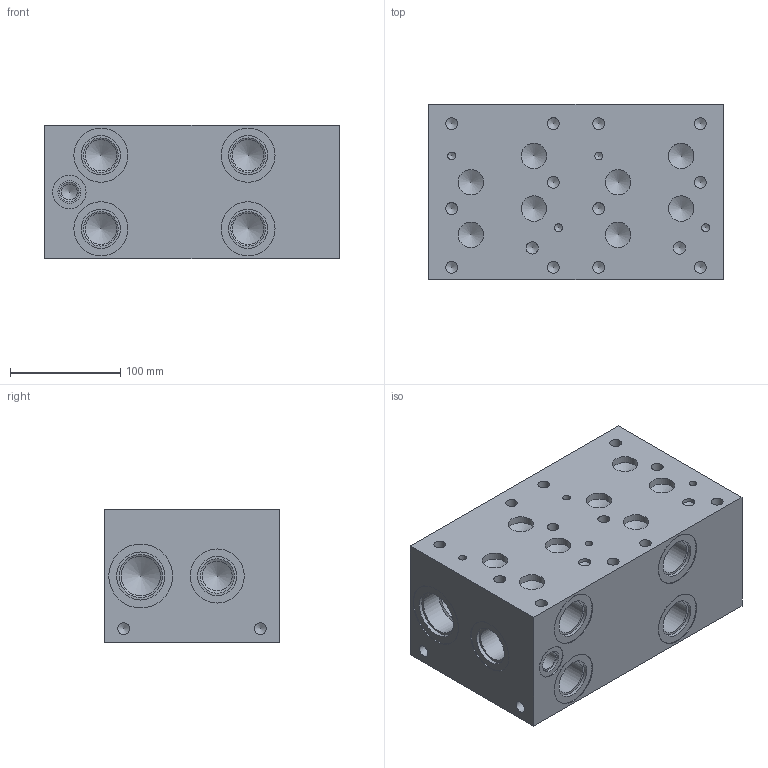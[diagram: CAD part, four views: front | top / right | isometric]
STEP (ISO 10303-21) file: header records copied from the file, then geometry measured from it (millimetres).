
FILE_DESCRIPTION((''),'2;1');
FILE_NAME('AD08P025S_PA.stp','2010-04-22T13:00:46',('juliea'),(''),'Autodesk Inventor 2011','Autodesk Inventor 2011','');
FILE_SCHEMA(('AUTOMOTIVE_DESIGN { 1 0 10303 214 1 1 1 1 }'));
Length unit declared in the file: millimetre
Products named in the file (1): AD08P025S_PA_3D
Bounding box: 266.7 x 158.75 x 120.65 mm (x, y, z)
Volume: 4766140.7 mm3; surface area: 240518.4 mm2
Topology: 1 solids, 1 shells, 138 faces, 297 edges, 179 vertices
Faces by surface type: cylinder 66, cone 48, plane 24
Full cylindrical faces by diameter (mm): 7.137 x4, 10.719 x16, 11.113 x1, 11.125 x1, 14.3 x1, 17.501 x1, 20.599 x1, 23.012 x6, 23.017 x2, 26.975 x2, 28.575 x4, 30.251 x1, 31.267 x6, 35.509 x6, 35.712 x2, 39.218 x2, 43.51 x2, 48.971 x6, 57.963 x2
Entity records: 2822 total; most frequent: DIRECTION 554, CARTESIAN_POINT 423, ORIENTED_EDGE 288, AXIS2_PLACEMENT_3D 271, EDGE_LOOP 270, EDGE_CURVE 144, VERTEX_POINT 140, FACE_OUTER_BOUND 138
